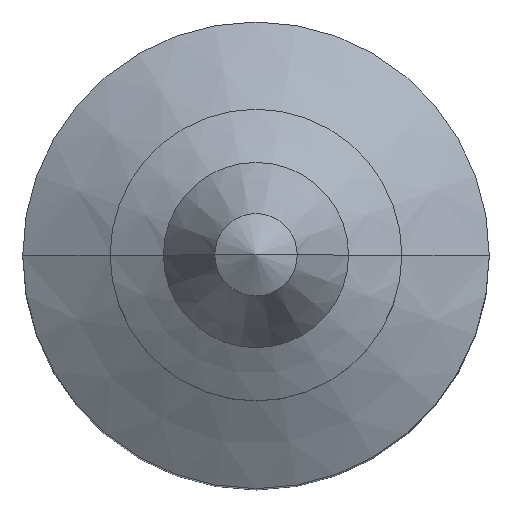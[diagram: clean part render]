
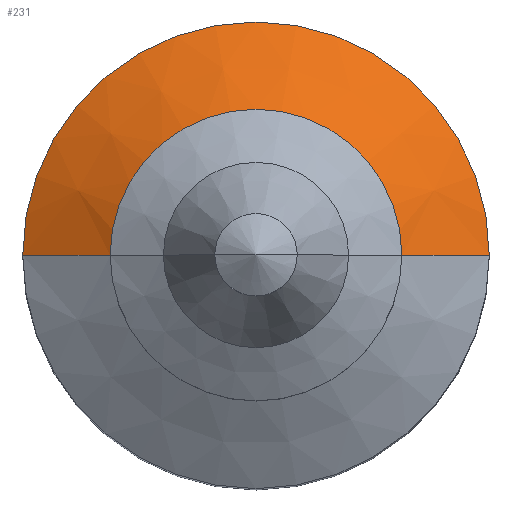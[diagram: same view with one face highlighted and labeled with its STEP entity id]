
A CAD part, top view. The second image highlights one B-rep face of the part: STEP entity #231.
In plain terms, the highlighted conical face has half-angle 60 degrees and reference radius 10 mm.
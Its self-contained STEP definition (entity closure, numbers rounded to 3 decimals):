
#3 = ORIENTED_EDGE ( 'NONE', *, *, #73, .F. ) ;
#4 = EDGE_CURVE ( 'NONE', #95, #72, #285, .T. ) ;
#72 = VERTEX_POINT ( 'NONE', #428 ) ;
#73 = EDGE_CURVE ( 'NONE', #75, #95, #86, .T. ) ;
#75 = VERTEX_POINT ( 'NONE', #148 ) ;
#79 = EDGE_CURVE ( 'NONE', #172, #72, #624, .T. ) ;
#84 = VECTOR ( 'NONE', #302, 1000. ) ;
#85 = CARTESIAN_POINT ( 'NONE',  ( -10., 0., 108.304 ) ) ;
#86 = LINE ( 'NONE', #85, #84 ) ;
#95 = VERTEX_POINT ( 'NONE', #607 ) ;
#101 = ORIENTED_EDGE ( 'NONE', *, *, #4, .F. ) ;
#110 = ORIENTED_EDGE ( 'NONE', *, *, #79, .T. ) ;
#148 = CARTESIAN_POINT ( 'NONE',  ( -10., 0., 108.304 ) ) ;
#171 = EDGE_CURVE ( 'NONE', #75, #172, #818, .T. ) ;
#172 = VERTEX_POINT ( 'NONE', #691 ) ;
#174 = EDGE_LOOP ( 'NONE', ( #190, #110, #101, #3 ) ) ;
#190 = ORIENTED_EDGE ( 'NONE', *, *, #171, .T. ) ;
#231 = ADVANCED_FACE ( 'NONE', ( #899 ), #862, .T. ) ;
#285 = CIRCLE ( 'NONE', #316, 16. ) ;
#291 = CARTESIAN_POINT ( 'NONE',  ( 0., 0., 104.84 ) ) ;
#302 = DIRECTION ( 'NONE',  ( -0.866, 0., -0.5 ) ) ;
#310 = DIRECTION ( 'NONE',  ( -1., 0., 0. ) ) ;
#311 = DIRECTION ( 'NONE',  ( 0., 0., -1. ) ) ;
#316 = AXIS2_PLACEMENT_3D ( 'NONE', #291, #311, #310 ) ;
#428 = CARTESIAN_POINT ( 'NONE',  ( 16., 0., 104.84 ) ) ;
#594 = VECTOR ( 'NONE', #652, 1000. ) ;
#607 = CARTESIAN_POINT ( 'NONE',  ( -16., 0., 104.84 ) ) ;
#624 = LINE ( 'NONE', #651, #594 ) ;
#651 = CARTESIAN_POINT ( 'NONE',  ( 10., 0., 108.304 ) ) ;
#652 = DIRECTION ( 'NONE',  ( 0.866, 0., -0.5 ) ) ;
#691 = CARTESIAN_POINT ( 'NONE',  ( 10., 0., 108.304 ) ) ;
#692 = AXIS2_PLACEMENT_3D ( 'NONE', #800, #799, #798 ) ;
#798 = DIRECTION ( 'NONE',  ( -1., 0., 0. ) ) ;
#799 = DIRECTION ( 'NONE',  ( 0., 0., -1. ) ) ;
#800 = CARTESIAN_POINT ( 'NONE',  ( 0., 0., 108.304 ) ) ;
#818 = CIRCLE ( 'NONE', #692, 10. ) ;
#862 = CONICAL_SURFACE ( 'NONE', #869, 10., 1.047 ) ;
#869 = AXIS2_PLACEMENT_3D ( 'NONE', #920, #951, #881 ) ;
#881 = DIRECTION ( 'NONE',  ( -1., 0., 0. ) ) ;
#899 = FACE_OUTER_BOUND ( 'NONE', #174, .T. ) ;
#920 = CARTESIAN_POINT ( 'NONE',  ( 0., 0., 108.304 ) ) ;
#951 = DIRECTION ( 'NONE',  ( 0., 0., -1. ) ) ;
